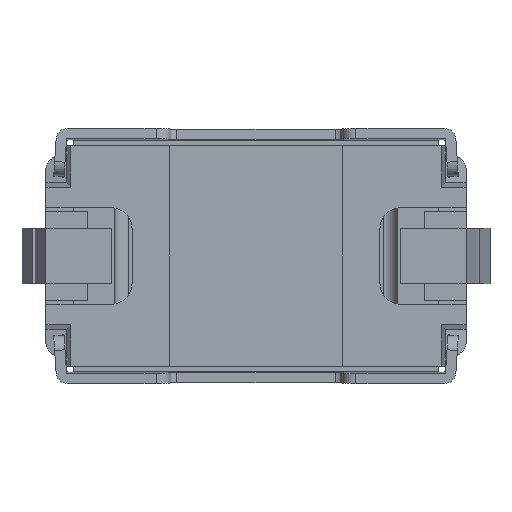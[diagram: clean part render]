
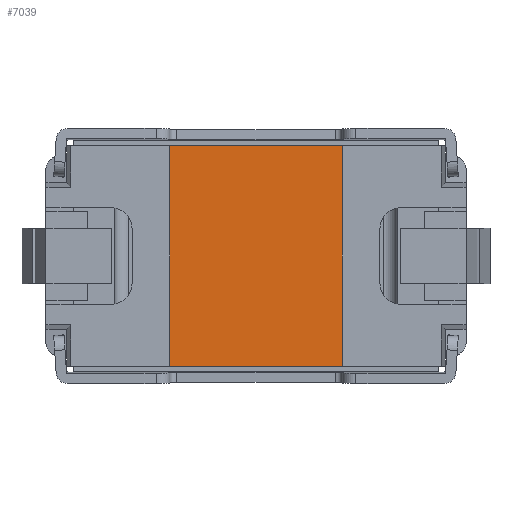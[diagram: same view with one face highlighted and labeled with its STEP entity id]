
A CAD part, front view. The second image highlights one B-rep face of the part: STEP entity #7039.
In plain terms, the highlighted planar face has unit normal (0, 1, 0).
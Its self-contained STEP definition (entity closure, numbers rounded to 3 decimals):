
#776 = VECTOR ( 'NONE', #5474, 1000. ) ;
#950 = AXIS2_PLACEMENT_3D ( 'NONE', #10925, #5248, #6810 ) ;
#968 = CARTESIAN_POINT ( 'NONE',  ( 0., 0.08, -1.6 ) ) ;
#1250 = DIRECTION ( 'NONE',  ( 0., 0., -1. ) ) ;
#1560 = LINE ( 'NONE', #12045, #776 ) ;
#2315 = DIRECTION ( 'NONE',  ( -1., 0., 0. ) ) ;
#2575 = FACE_OUTER_BOUND ( 'NONE', #7739, .T. ) ;
#2851 = LINE ( 'NONE', #968, #11000 ) ;
#3308 = CARTESIAN_POINT ( 'NONE',  ( 0., 0.08, 1.6 ) ) ;
#4945 = EDGE_CURVE ( 'NONE', #5406, #7392, #10853, .T. ) ;
#5248 = DIRECTION ( 'NONE',  ( 0., -1., 0. ) ) ;
#5406 = VERTEX_POINT ( 'NONE', #9587 ) ;
#5474 = DIRECTION ( 'NONE',  ( 0., 0., -1. ) ) ;
#5721 = EDGE_CURVE ( 'NONE', #6026, #7300, #2851, .T. ) ;
#5768 = ORIENTED_EDGE ( 'NONE', *, *, #6181, .T. ) ;
#5978 = LINE ( 'NONE', #9768, #7884 ) ;
#6026 = VERTEX_POINT ( 'NONE', #9711 ) ;
#6181 = EDGE_CURVE ( 'NONE', #5406, #7300, #5978, .T. ) ;
#6603 = VECTOR ( 'NONE', #2315, 1000. ) ;
#6810 = DIRECTION ( 'NONE',  ( 0., 0., -1. ) ) ;
#7039 = ADVANCED_FACE ( 'NONE', ( #2575 ), #8068, .F. ) ;
#7300 = VERTEX_POINT ( 'NONE', #8305 ) ;
#7392 = VERTEX_POINT ( 'NONE', #7691 ) ;
#7691 = CARTESIAN_POINT ( 'NONE',  ( -1.25, 0.08, 1.6 ) ) ;
#7739 = EDGE_LOOP ( 'NONE', ( #8066, #8775, #5768, #11613 ) ) ;
#7884 = VECTOR ( 'NONE', #1250, 1000. ) ;
#8066 = ORIENTED_EDGE ( 'NONE', *, *, #9759, .F. ) ;
#8068 = PLANE ( 'NONE',  #950 ) ;
#8305 = CARTESIAN_POINT ( 'NONE',  ( 1.25, 0.08, -1.6 ) ) ;
#8775 = ORIENTED_EDGE ( 'NONE', *, *, #4945, .F. ) ;
#9587 = CARTESIAN_POINT ( 'NONE',  ( 1.25, 0.08, 1.6 ) ) ;
#9711 = CARTESIAN_POINT ( 'NONE',  ( -1.25, 0.08, -1.6 ) ) ;
#9759 = EDGE_CURVE ( 'NONE', #7392, #6026, #1560, .T. ) ;
#9768 = CARTESIAN_POINT ( 'NONE',  ( 1.25, 0.08, 0. ) ) ;
#10853 = LINE ( 'NONE', #3308, #6603 ) ;
#10925 = CARTESIAN_POINT ( 'NONE',  ( 0., 0.08, -1.6 ) ) ;
#11000 = VECTOR ( 'NONE', #11573, 1000. ) ;
#11573 = DIRECTION ( 'NONE',  ( 1., 0., 0. ) ) ;
#11613 = ORIENTED_EDGE ( 'NONE', *, *, #5721, .F. ) ;
#12045 = CARTESIAN_POINT ( 'NONE',  ( -1.25, 0.08, -1.6 ) ) ;
